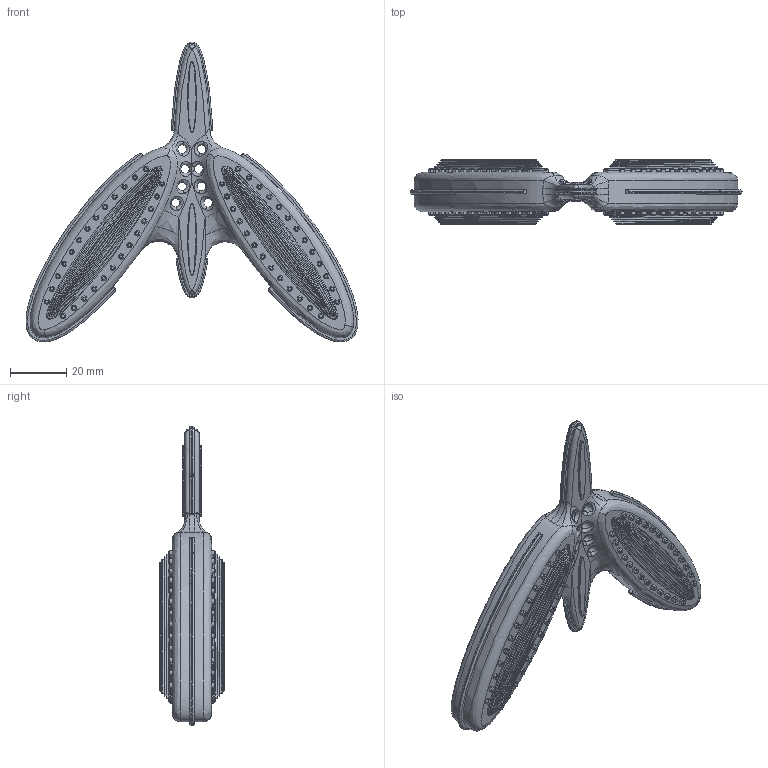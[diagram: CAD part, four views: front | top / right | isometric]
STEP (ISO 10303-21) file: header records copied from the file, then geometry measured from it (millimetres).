
FILE_DESCRIPTION(('FreeCAD Model'),'2;1');
FILE_NAME('Open CASCADE Shape Model','2025-05-04T07:41:26',('FreeCAD'),( 'FreeCAD'),'Open CASCADE STEP processor 7.6','FreeCAD','Unknown');
FILE_SCHEMA(('AUTOMOTIVE_DESIGN { 1 0 10303 214 1 1 1 1 }'));
Products named in the file (1): Open CASCADE STEP translator 7.6 1
Bounding box: 118.04 x 22.86 x 106.65 mm (x, y, z)
Volume: 55891.1 mm3; surface area: 16680.3 mm2
Topology: 1 solids, 1 shells, 833 faces, 1847 edges, 1122 vertices
Faces by surface type: bspline 833
Entity records: 81895 total; most frequent: CARTESIAN_POINT 71306, ORIENTED_EDGE 3646, EDGE_CURVE 1823, VERTEX_POINT 1122, B_SPLINE_CURVE_WITH_KNOTS 990, FACE_BOUND 979, EDGE_LOOP 979, ADVANCED_FACE 833
